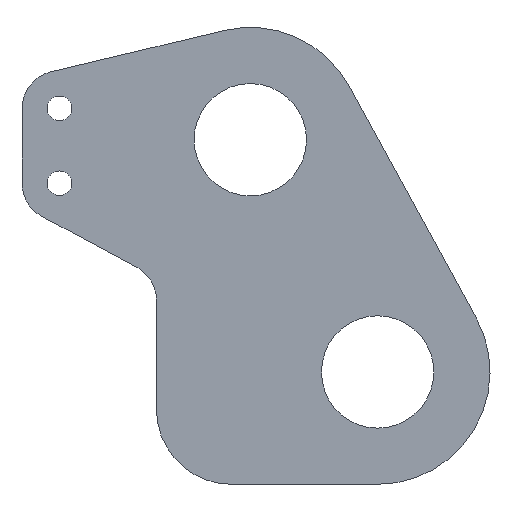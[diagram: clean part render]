
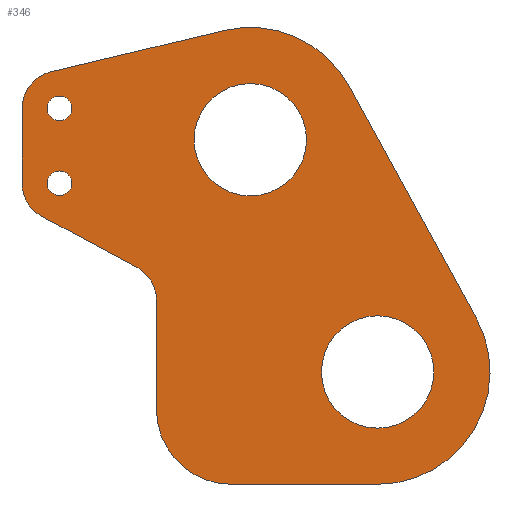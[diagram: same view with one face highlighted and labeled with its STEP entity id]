
A CAD part, left-side view. The second image highlights one B-rep face of the part: STEP entity #346.
In plain terms, the highlighted planar face has unit normal (-1, 0, 0).
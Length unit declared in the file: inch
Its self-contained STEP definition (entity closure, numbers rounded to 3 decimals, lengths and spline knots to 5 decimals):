
#29=FACE_BOUND('',#79,.T.);
#30=FACE_BOUND('',#80,.T.);
#31=FACE_BOUND('',#81,.T.);
#32=FACE_BOUND('',#82,.T.);
#43=CIRCLE('',#389,0.25);
#44=CIRCLE('',#390,0.25);
#45=CIRCLE('',#391,0.25);
#46=CIRCLE('',#392,0.5);
#47=CIRCLE('',#393,0.75);
#48=CIRCLE('',#394,0.75);
#49=CIRCLE('',#395,0.375);
#50=CIRCLE('',#396,0.082);
#51=CIRCLE('',#397,0.082);
#52=CIRCLE('',#398,0.375);
#56=FACE_OUTER_BOUND('',#78,.T.);
#78=EDGE_LOOP('',(#261,#262,#263,#264,#265,#266,#267,#268,#269,#270,#271,
#272,#273));
#79=EDGE_LOOP('',(#274));
#80=EDGE_LOOP('',(#275));
#81=EDGE_LOOP('',(#276));
#82=EDGE_LOOP('',(#277));
#97=LINE('',#524,#126);
#106=LINE('',#563,#135);
#109=LINE('',#569,#138);
#110=LINE('',#573,#139);
#111=LINE('',#577,#140);
#112=LINE('',#581,#141);
#113=LINE('',#585,#142);
#126=VECTOR('',#417,0.3937);
#135=VECTOR('',#450,0.3937);
#138=VECTOR('',#457,0.3937);
#139=VECTOR('',#460,0.3937);
#140=VECTOR('',#463,0.3937);
#141=VECTOR('',#466,0.3937);
#142=VECTOR('',#469,0.3937);
#155=VERTEX_POINT('',#522);
#156=VERTEX_POINT('',#523);
#173=VERTEX_POINT('',#561);
#174=VERTEX_POINT('',#562);
#175=VERTEX_POINT('',#567);
#176=VERTEX_POINT('',#570);
#177=VERTEX_POINT('',#572);
#178=VERTEX_POINT('',#574);
#179=VERTEX_POINT('',#576);
#180=VERTEX_POINT('',#578);
#181=VERTEX_POINT('',#580);
#182=VERTEX_POINT('',#582);
#183=VERTEX_POINT('',#584);
#184=VERTEX_POINT('',#587);
#185=VERTEX_POINT('',#589);
#186=VERTEX_POINT('',#591);
#187=VERTEX_POINT('',#593);
#188=EDGE_CURVE('',#155,#156,#97,.T.);
#207=EDGE_CURVE('',#173,#174,#106,.T.);
#210=EDGE_CURVE('',#156,#175,#43,.T.);
#211=EDGE_CURVE('',#174,#175,#109,.T.);
#212=EDGE_CURVE('',#176,#173,#44,.T.);
#213=EDGE_CURVE('',#177,#176,#110,.T.);
#214=EDGE_CURVE('',#178,#177,#45,.T.);
#215=EDGE_CURVE('',#179,#178,#111,.T.);
#216=EDGE_CURVE('',#180,#179,#46,.T.);
#217=EDGE_CURVE('',#181,#180,#112,.T.);
#218=EDGE_CURVE('',#182,#181,#47,.T.);
#219=EDGE_CURVE('',#182,#183,#113,.T.);
#220=EDGE_CURVE('',#183,#155,#48,.T.);
#221=EDGE_CURVE('',#184,#184,#49,.T.);
#222=EDGE_CURVE('',#185,#185,#50,.T.);
#223=EDGE_CURVE('',#186,#186,#51,.T.);
#224=EDGE_CURVE('',#187,#187,#52,.T.);
#261=ORIENTED_EDGE('',*,*,#210,.T.);
#262=ORIENTED_EDGE('',*,*,#211,.F.);
#263=ORIENTED_EDGE('',*,*,#207,.F.);
#264=ORIENTED_EDGE('',*,*,#212,.F.);
#265=ORIENTED_EDGE('',*,*,#213,.F.);
#266=ORIENTED_EDGE('',*,*,#214,.F.);
#267=ORIENTED_EDGE('',*,*,#215,.F.);
#268=ORIENTED_EDGE('',*,*,#216,.F.);
#269=ORIENTED_EDGE('',*,*,#217,.F.);
#270=ORIENTED_EDGE('',*,*,#218,.F.);
#271=ORIENTED_EDGE('',*,*,#219,.T.);
#272=ORIENTED_EDGE('',*,*,#220,.T.);
#273=ORIENTED_EDGE('',*,*,#188,.T.);
#274=ORIENTED_EDGE('',*,*,#221,.F.);
#275=ORIENTED_EDGE('',*,*,#222,.F.);
#276=ORIENTED_EDGE('',*,*,#223,.F.);
#277=ORIENTED_EDGE('',*,*,#224,.T.);
#338=PLANE('',#388);
#346=ADVANCED_FACE('',(#56,#29,#30,#31,#32),#338,.F.);
#388=AXIS2_PLACEMENT_3D('',#566,#453,#454);
#389=AXIS2_PLACEMENT_3D('',#568,#455,#456);
#390=AXIS2_PLACEMENT_3D('',#571,#458,#459);
#391=AXIS2_PLACEMENT_3D('',#575,#461,#462);
#392=AXIS2_PLACEMENT_3D('',#579,#464,#465);
#393=AXIS2_PLACEMENT_3D('',#583,#467,#468);
#394=AXIS2_PLACEMENT_3D('',#586,#470,#471);
#395=AXIS2_PLACEMENT_3D('',#588,#472,#473);
#396=AXIS2_PLACEMENT_3D('',#590,#474,#475);
#397=AXIS2_PLACEMENT_3D('',#592,#476,#477);
#398=AXIS2_PLACEMENT_3D('',#594,#478,#479);
#417=DIRECTION('',(0.,0.973,-0.233));
#450=DIRECTION('',(0.,0.,1.));
#453=DIRECTION('center_axis',(1.,0.,0.));
#454=DIRECTION('ref_axis',(0.,1.,0.));
#455=DIRECTION('center_axis',(-1.,0.,0.));
#456=DIRECTION('ref_axis',(0.,1.,0.));
#457=DIRECTION('',(0.,0.,1.));
#458=DIRECTION('center_axis',(1.,0.,0.));
#459=DIRECTION('ref_axis',(0.,0.278,-0.961));
#460=DIRECTION('',(0.,0.881,0.473));
#461=DIRECTION('center_axis',(-1.,0.,0.));
#462=DIRECTION('ref_axis',(0.,-0.858,0.514));
#463=DIRECTION('',(0.,0.,1.));
#464=DIRECTION('center_axis',(1.,0.,0.));
#465=DIRECTION('ref_axis',(0.,0.707,-0.707));
#466=DIRECTION('',(0.,1.,0.));
#467=DIRECTION('center_axis',(1.,0.,0.));
#468=DIRECTION('ref_axis',(0.,-0.763,0.646));
#469=DIRECTION('',(0.,0.481,0.877));
#470=DIRECTION('center_axis',(-1.,0.,0.));
#471=DIRECTION('ref_axis',(0.,1.,0.));
#472=DIRECTION('center_axis',(-1.,0.,0.));
#473=DIRECTION('ref_axis',(0.,1.,0.));
#474=DIRECTION('center_axis',(-1.,0.,0.));
#475=DIRECTION('ref_axis',(0.,1.,0.));
#476=DIRECTION('center_axis',(-1.,0.,0.));
#477=DIRECTION('ref_axis',(0.,1.,0.));
#478=DIRECTION('center_axis',(1.,0.,0.));
#479=DIRECTION('ref_axis',(0.,1.,0.));
#522=CARTESIAN_POINT('',(-1.75825,0.0245,4.20788));
#523=CARTESIAN_POINT('',(-1.75825,1.18197,3.93099));
#524=CARTESIAN_POINT('',(-1.75825,0.67294,4.05276));
#561=CARTESIAN_POINT('',(-1.75825,1.37361,3.18775));
#562=CARTESIAN_POINT('',(-1.75825,1.3738,3.6877));
#563=CARTESIAN_POINT('',(-1.75825,1.3735,2.88282));
#566=CARTESIAN_POINT('Origin',(-1.75825,-0.188,2.70347));
#567=CARTESIAN_POINT('',(-1.75825,1.3738,3.68785));
#568=CARTESIAN_POINT('Origin',(-1.75825,1.1238,3.68785));
#569=CARTESIAN_POINT('',(-1.75825,1.37361,3.18775));
#570=CARTESIAN_POINT('',(-1.75825,1.24176,2.96753));
#571=CARTESIAN_POINT('Origin',(-1.75825,1.12361,3.18785));
#572=CARTESIAN_POINT('',(-1.75825,0.6081,2.62774));
#573=CARTESIAN_POINT('',(-1.75825,0.22272,2.42108));
#574=CARTESIAN_POINT('',(-1.75825,0.47625,2.40742));
#575=CARTESIAN_POINT('Origin',(-1.75825,0.72625,2.40742));
#576=CARTESIAN_POINT('',(-1.75825,0.47625,1.67847));
#577=CARTESIAN_POINT('',(-1.75825,0.47625,1.87847));
#578=CARTESIAN_POINT('',(-1.75825,-0.02375,1.17847));
#579=CARTESIAN_POINT('Origin',(-1.75825,-0.02375,1.67847));
#580=CARTESIAN_POINT('',(-1.75825,-1.,1.17847));
#581=CARTESIAN_POINT('',(-1.75825,-0.59405,1.17847));
#582=CARTESIAN_POINT('',(-1.75825,-1.65761,2.28909));
#583=CARTESIAN_POINT('Origin',(-1.75825,-1.,1.92847));
#584=CARTESIAN_POINT('',(-1.75825,-0.80761,3.83909));
#585=CARTESIAN_POINT('',(-1.75825,-1.81375,2.00436));
#586=CARTESIAN_POINT('Origin',(-1.75825,-0.15,3.47847));
#587=CARTESIAN_POINT('',(-1.75825,-1.375,1.92847));
#588=CARTESIAN_POINT('Origin',(-1.75825,-1.,1.92847));
#589=CARTESIAN_POINT('',(-1.75825,1.04161,3.18785));
#590=CARTESIAN_POINT('Origin',(-1.75825,1.12361,3.18785));
#591=CARTESIAN_POINT('',(-1.75825,1.0418,3.68785));
#592=CARTESIAN_POINT('Origin',(-1.75825,1.1238,3.68785));
#593=CARTESIAN_POINT('',(-1.75825,-0.525,3.47847));
#594=CARTESIAN_POINT('Origin',(-1.75825,-0.15,3.47847));
